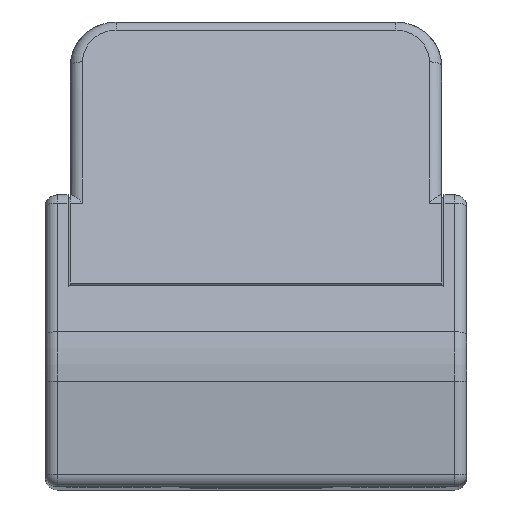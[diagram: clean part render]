
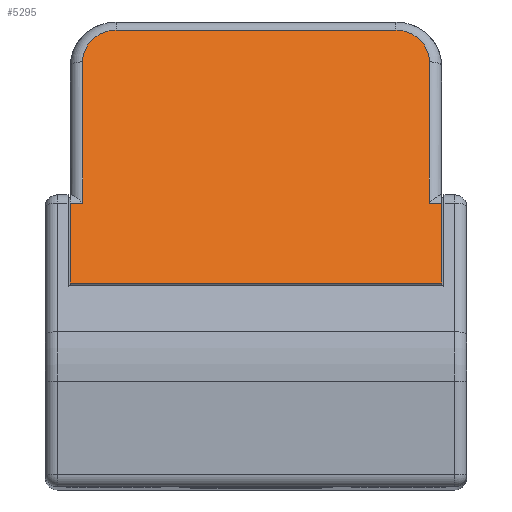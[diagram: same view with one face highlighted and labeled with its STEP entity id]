
A CAD part, top view. The second image highlights one B-rep face of the part: STEP entity #5295.
In plain terms, the highlighted planar face has unit normal (0, 0.327, 0.945).
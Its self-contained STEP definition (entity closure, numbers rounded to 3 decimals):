
#218 = LINE ( 'NONE', #19272, #20455 ) ;
#655 = CARTESIAN_POINT ( 'NONE',  ( 0.8, 18.356, 0.754 ) ) ;
#1612 = CARTESIAN_POINT ( 'NONE',  ( 24.35, 3.846, 5.77 ) ) ;
#2077 = EDGE_CURVE ( 'NONE', #16967, #25344, #7558, .T. ) ;
#2302 = DIRECTION ( 'NONE',  ( 0., -0.945, 0.327 ) ) ;
#2426 = ORIENTED_EDGE ( 'NONE', *, *, #18951, .T. ) ;
#3015 = LINE ( 'NONE', #24994, #30784 ) ;
#3061 = DIRECTION ( 'NONE',  ( 0., 0.327, 0.945 ) ) ;
#3175 = VERTEX_POINT ( 'NONE', #3615 ) ;
#3405 = DIRECTION ( 'NONE',  ( 0., 0.327, 0.945 ) ) ;
#3615 = CARTESIAN_POINT ( 'NONE',  ( 21.35, 20.435, 0.035 ) ) ;
#4405 = VECTOR ( 'NONE', #26829, 1000. ) ;
#4923 = EDGE_CURVE ( 'NONE', #17670, #34887, #7581, .T. ) ;
#5084 = CARTESIAN_POINT ( 'NONE',  ( 0., 3.846, 5.77 ) ) ;
#5157 = CARTESIAN_POINT ( 'NONE',  ( 0.8, 8.663, 4.105 ) ) ;
#5242 = ORIENTED_EDGE ( 'NONE', *, *, #16653, .F. ) ;
#5295 = ADVANCED_FACE ( 'NONE', ( #34693 ), #9617, .T. ) ;
#5369 = DIRECTION ( 'NONE',  ( 1., 0., 0. ) ) ;
#5644 = VECTOR ( 'NONE', #15893, 1000. ) ;
#5967 = ORIENTED_EDGE ( 'NONE', *, *, #22788, .T. ) ;
#6250 = ORIENTED_EDGE ( 'NONE', *, *, #35752, .T. ) ;
#7558 = CIRCLE ( 'NONE', #34450, 2.2 ) ;
#7581 = LINE ( 'NONE', #18753, #4405 ) ;
#7906 = CARTESIAN_POINT ( 'NONE',  ( 23.55, 9.094, 3.956 ) ) ;
#8059 = EDGE_CURVE ( 'NONE', #21166, #17212, #218, .T. ) ;
#8075 = DIRECTION ( 'NONE',  ( 0., 0.945, -0.327 ) ) ;
#9617 = PLANE ( 'NONE',  #19027 ) ;
#10029 = ORIENTED_EDGE ( 'NONE', *, *, #4923, .T. ) ;
#10228 = CARTESIAN_POINT ( 'NONE',  ( -21.433, 20.435, 0.035 ) ) ;
#12044 = DIRECTION ( 'NONE',  ( 0., 0.945, -0.327 ) ) ;
#13635 = DIRECTION ( 'NONE',  ( -1., 0., 0. ) ) ;
#13731 = ORIENTED_EDGE ( 'NONE', *, *, #2077, .T. ) ;
#14054 = CARTESIAN_POINT ( 'NONE',  ( 0., 2.192, 6.342 ) ) ;
#14229 = DIRECTION ( 'NONE',  ( 0., -0.945, 0.327 ) ) ;
#15274 = DIRECTION ( 'NONE',  ( 0., 0.945, -0.327 ) ) ;
#15450 = LINE ( 'NONE', #35042, #22153 ) ;
#15470 = EDGE_LOOP ( 'NONE', ( #5242, #10029, #15830, #15748, #25555, #6250, #5967, #2426, #31226, #13731 ) ) ;
#15748 = ORIENTED_EDGE ( 'NONE', *, *, #31125, .T. ) ;
#15830 = ORIENTED_EDGE ( 'NONE', *, *, #21069, .F. ) ;
#15893 = DIRECTION ( 'NONE',  ( -1., 0., 0. ) ) ;
#15910 = CARTESIAN_POINT ( 'NONE',  ( 23.55, 18.356, 0.754 ) ) ;
#15993 = CARTESIAN_POINT ( 'NONE',  ( -21.433, 3.846, 5.77 ) ) ;
#16276 = CARTESIAN_POINT ( 'NONE',  ( 3., 20.435, 0.035 ) ) ;
#16653 = EDGE_CURVE ( 'NONE', #17670, #25344, #35907, .T. ) ;
#16967 = VERTEX_POINT ( 'NONE', #16276 ) ;
#17212 = VERTEX_POINT ( 'NONE', #1612 ) ;
#17670 = VERTEX_POINT ( 'NONE', #21710 ) ;
#18213 = AXIS2_PLACEMENT_3D ( 'NONE', #22245, #24811, #2302 ) ;
#18753 = CARTESIAN_POINT ( 'NONE',  ( 0., 9.094, 3.956 ) ) ;
#18824 = LINE ( 'NONE', #10228, #5644 ) ;
#18921 = LINE ( 'NONE', #15993, #30628 ) ;
#18951 = EDGE_CURVE ( 'NONE', #21880, #3175, #33989, .T. ) ;
#19027 = AXIS2_PLACEMENT_3D ( 'NONE', #28488, #3405, #29205 ) ;
#19272 = CARTESIAN_POINT ( 'NONE',  ( 24.35, 2.192, 6.342 ) ) ;
#20455 = VECTOR ( 'NONE', #33536, 1000. ) ;
#21069 = EDGE_CURVE ( 'NONE', #35196, #34887, #32752, .T. ) ;
#21166 = VERTEX_POINT ( 'NONE', #25948 ) ;
#21710 = CARTESIAN_POINT ( 'NONE',  ( 0.8, 9.094, 3.956 ) ) ;
#21880 = VERTEX_POINT ( 'NONE', #15910 ) ;
#22153 = VECTOR ( 'NONE', #15274, 1000. ) ;
#22245 = CARTESIAN_POINT ( 'NONE',  ( 21.35, 18.356, 0.754 ) ) ;
#22697 = CARTESIAN_POINT ( 'NONE',  ( 0., 9.094, 3.956 ) ) ;
#22788 = EDGE_CURVE ( 'NONE', #34829, #21880, #15450, .T. ) ;
#24811 = DIRECTION ( 'NONE',  ( 0., 0.327, 0.945 ) ) ;
#24994 = CARTESIAN_POINT ( 'NONE',  ( 23.55, 9.094, 3.956 ) ) ;
#25344 = VERTEX_POINT ( 'NONE', #655 ) ;
#25555 = ORIENTED_EDGE ( 'NONE', *, *, #8059, .F. ) ;
#25948 = CARTESIAN_POINT ( 'NONE',  ( 24.35, 9.094, 3.956 ) ) ;
#26829 = DIRECTION ( 'NONE',  ( -1., 0., 0. ) ) ;
#28150 = CARTESIAN_POINT ( 'NONE',  ( 3., 18.356, 0.754 ) ) ;
#28488 = CARTESIAN_POINT ( 'NONE',  ( -21.433, 2.192, 6.342 ) ) ;
#29205 = DIRECTION ( 'NONE',  ( 0., -0.945, 0.327 ) ) ;
#30234 = VECTOR ( 'NONE', #12044, 1000. ) ;
#30628 = VECTOR ( 'NONE', #5369, 1000. ) ;
#30784 = VECTOR ( 'NONE', #13635, 1000. ) ;
#31125 = EDGE_CURVE ( 'NONE', #35196, #17212, #18921, .T. ) ;
#31226 = ORIENTED_EDGE ( 'NONE', *, *, #35226, .T. ) ;
#32752 = LINE ( 'NONE', #14054, #30234 ) ;
#33536 = DIRECTION ( 'NONE',  ( 0., -0.945, 0.327 ) ) ;
#33989 = CIRCLE ( 'NONE', #18213, 2.2 ) ;
#34146 = VECTOR ( 'NONE', #8075, 1000. ) ;
#34450 = AXIS2_PLACEMENT_3D ( 'NONE', #28150, #3061, #14229 ) ;
#34693 = FACE_OUTER_BOUND ( 'NONE', #15470, .T. ) ;
#34829 = VERTEX_POINT ( 'NONE', #7906 ) ;
#34887 = VERTEX_POINT ( 'NONE', #22697 ) ;
#35042 = CARTESIAN_POINT ( 'NONE',  ( 23.55, 8.663, 4.105 ) ) ;
#35196 = VERTEX_POINT ( 'NONE', #5084 ) ;
#35226 = EDGE_CURVE ( 'NONE', #3175, #16967, #18824, .T. ) ;
#35752 = EDGE_CURVE ( 'NONE', #21166, #34829, #3015, .T. ) ;
#35907 = LINE ( 'NONE', #5157, #34146 ) ;
